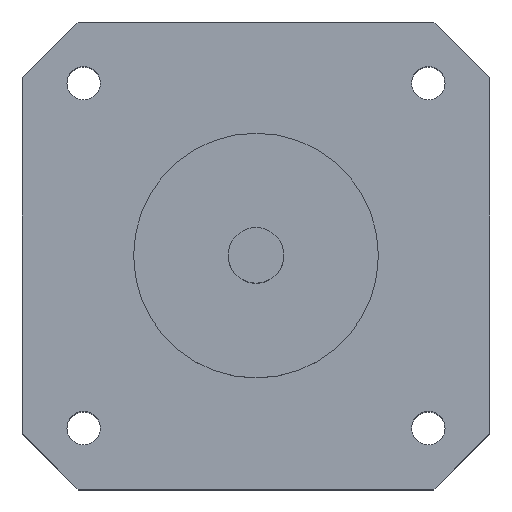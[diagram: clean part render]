
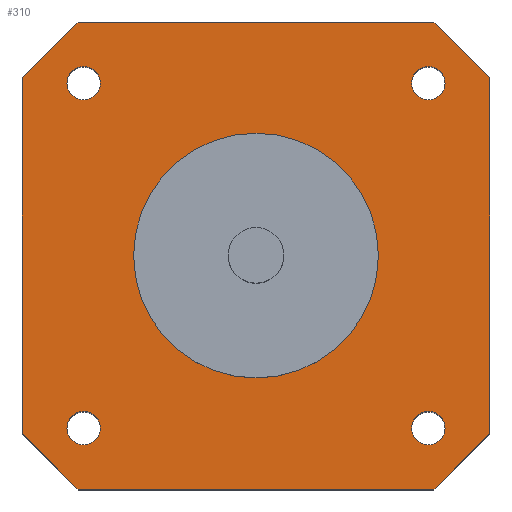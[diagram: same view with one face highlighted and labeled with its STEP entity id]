
A CAD part, top view. The second image highlights one B-rep face of the part: STEP entity #310.
In plain terms, the highlighted planar face has unit normal (0, 0, 1).
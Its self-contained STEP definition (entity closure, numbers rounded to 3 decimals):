
#20=CIRCLE('',#337,1.5);
#22=CIRCLE('',#340,1.5);
#24=CIRCLE('',#343,1.5);
#26=CIRCLE('',#346,1.5);
#28=CIRCLE('',#350,11.);
#62=ORIENTED_EDGE('',*,*,#134,.T.);
#63=ORIENTED_EDGE('',*,*,#128,.T.);
#64=ORIENTED_EDGE('',*,*,#126,.T.);
#65=ORIENTED_EDGE('',*,*,#124,.T.);
#66=ORIENTED_EDGE('',*,*,#122,.T.);
#67=ORIENTED_EDGE('',*,*,#112,.T.);
#68=ORIENTED_EDGE('',*,*,#135,.T.);
#69=ORIENTED_EDGE('',*,*,#114,.T.);
#70=ORIENTED_EDGE('',*,*,#136,.T.);
#71=ORIENTED_EDGE('',*,*,#120,.T.);
#72=ORIENTED_EDGE('',*,*,#137,.T.);
#73=ORIENTED_EDGE('',*,*,#132,.T.);
#74=ORIENTED_EDGE('',*,*,#138,.T.);
#112=EDGE_CURVE('',#149,#148,#176,.T.);
#114=EDGE_CURVE('',#150,#151,#178,.T.);
#120=EDGE_CURVE('',#157,#156,#184,.T.);
#122=EDGE_CURVE('',#158,#158,#20,.T.);
#124=EDGE_CURVE('',#160,#160,#22,.T.);
#126=EDGE_CURVE('',#162,#162,#24,.T.);
#128=EDGE_CURVE('',#164,#164,#26,.T.);
#132=EDGE_CURVE('',#169,#168,#188,.T.);
#134=EDGE_CURVE('',#170,#170,#28,.T.);
#135=EDGE_CURVE('',#148,#150,#190,.F.);
#136=EDGE_CURVE('',#151,#157,#191,.F.);
#137=EDGE_CURVE('',#156,#169,#192,.F.);
#138=EDGE_CURVE('',#168,#149,#193,.F.);
#148=VERTEX_POINT('',#455);
#149=VERTEX_POINT('',#457);
#150=VERTEX_POINT('',#461);
#151=VERTEX_POINT('',#462);
#156=VERTEX_POINT('',#473);
#157=VERTEX_POINT('',#475);
#158=VERTEX_POINT('',#479);
#160=VERTEX_POINT('',#484);
#162=VERTEX_POINT('',#489);
#164=VERTEX_POINT('',#494);
#168=VERTEX_POINT('',#502);
#169=VERTEX_POINT('',#504);
#170=VERTEX_POINT('',#508);
#176=LINE('',#456,#200);
#178=LINE('',#460,#202);
#184=LINE('',#474,#208);
#188=LINE('',#503,#212);
#190=LINE('',#509,#214);
#191=LINE('',#510,#215);
#192=LINE('',#511,#216);
#193=LINE('',#512,#217);
#200=VECTOR('',#369,1000.);
#202=VECTOR('',#373,1000.);
#208=VECTOR('',#381,1000.);
#212=VECTOR('',#411,1000.);
#214=VECTOR('',#417,1000.);
#215=VECTOR('',#418,1000.);
#216=VECTOR('',#419,1000.);
#217=VECTOR('',#420,1000.);
#234=EDGE_LOOP('',(#62));
#235=EDGE_LOOP('',(#63));
#236=EDGE_LOOP('',(#64));
#237=EDGE_LOOP('',(#65));
#238=EDGE_LOOP('',(#66));
#239=EDGE_LOOP('',(#67,#68,#69,#70,#71,#72,#73,#74));
#268=FACE_BOUND('',#234,.T.);
#269=FACE_BOUND('',#235,.T.);
#270=FACE_BOUND('',#236,.T.);
#271=FACE_BOUND('',#237,.T.);
#272=FACE_BOUND('',#238,.T.);
#273=FACE_BOUND('',#239,.T.);
#294=PLANE('',#349);
#310=ADVANCED_FACE('',(#268,#269,#270,#271,#272,#273),#294,.T.);
#337=AXIS2_PLACEMENT_3D('',#478,#385,#386);
#340=AXIS2_PLACEMENT_3D('',#483,#391,#392);
#343=AXIS2_PLACEMENT_3D('',#488,#397,#398);
#346=AXIS2_PLACEMENT_3D('',#493,#403,#404);
#349=AXIS2_PLACEMENT_3D('',#506,#413,#414);
#350=AXIS2_PLACEMENT_3D('',#507,#415,#416);
#369=DIRECTION('',(0.,-1.,0.));
#373=DIRECTION('',(1.,0.,0.));
#381=DIRECTION('',(0.,1.,0.));
#385=DIRECTION('',(0.,0.,-1.));
#386=DIRECTION('',(1.,0.,0.));
#391=DIRECTION('',(0.,0.,-1.));
#392=DIRECTION('',(1.,0.,0.));
#397=DIRECTION('',(0.,0.,-1.));
#398=DIRECTION('',(1.,0.,0.));
#403=DIRECTION('',(0.,0.,-1.));
#404=DIRECTION('',(1.,0.,0.));
#411=DIRECTION('',(-1.,0.,0.));
#413=DIRECTION('',(0.,0.,1.));
#414=DIRECTION('',(1.,0.,0.));
#415=DIRECTION('',(0.,0.,-1.));
#416=DIRECTION('',(1.,0.,0.));
#417=DIRECTION('',(-0.707,0.707,0.));
#418=DIRECTION('',(-0.707,-0.707,0.));
#419=DIRECTION('',(0.707,-0.707,0.));
#420=DIRECTION('',(0.707,0.707,0.));
#455=CARTESIAN_POINT('',(-21.,-16.,40.));
#456=CARTESIAN_POINT('',(-21.,21.,40.));
#457=CARTESIAN_POINT('',(-21.,16.,40.));
#460=CARTESIAN_POINT('',(-21.,-21.,40.));
#461=CARTESIAN_POINT('',(-16.,-21.,40.));
#462=CARTESIAN_POINT('',(16.,-21.,40.));
#473=CARTESIAN_POINT('',(21.,16.,40.));
#474=CARTESIAN_POINT('',(21.,-21.,40.));
#475=CARTESIAN_POINT('',(21.,-16.,40.));
#478=CARTESIAN_POINT('',(15.5,-15.5,40.));
#479=CARTESIAN_POINT('',(17.,-15.5,40.));
#483=CARTESIAN_POINT('',(-15.5,-15.5,40.));
#484=CARTESIAN_POINT('',(-14.,-15.5,40.));
#488=CARTESIAN_POINT('',(-15.5,15.5,40.));
#489=CARTESIAN_POINT('',(-14.,15.5,40.));
#493=CARTESIAN_POINT('',(15.5,15.5,40.));
#494=CARTESIAN_POINT('',(17.,15.5,40.));
#502=CARTESIAN_POINT('',(-16.,21.,40.));
#503=CARTESIAN_POINT('',(21.,21.,40.));
#504=CARTESIAN_POINT('',(16.,21.,40.));
#506=CARTESIAN_POINT('',(0.,0.,40.));
#507=CARTESIAN_POINT('',(0.,0.,40.));
#508=CARTESIAN_POINT('',(11.,0.,40.));
#509=CARTESIAN_POINT('',(-18.5,-18.5,40.));
#510=CARTESIAN_POINT('',(18.5,-18.5,40.));
#511=CARTESIAN_POINT('',(18.5,18.5,40.));
#512=CARTESIAN_POINT('',(-18.5,18.5,40.));
